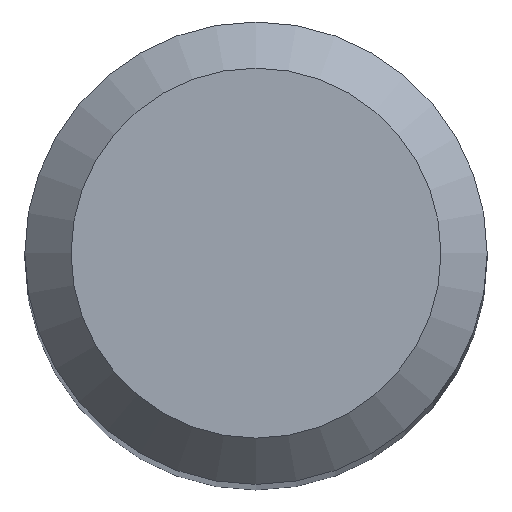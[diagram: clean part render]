
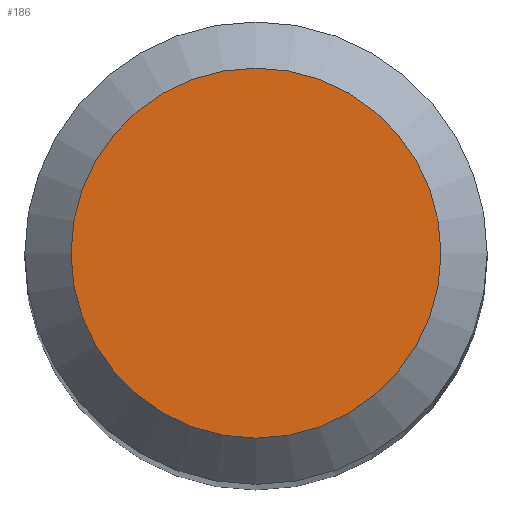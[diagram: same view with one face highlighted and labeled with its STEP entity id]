
A CAD part, top view. The second image highlights one B-rep face of the part: STEP entity #186.
In plain terms, the highlighted planar face has unit normal (0, 0, 1).
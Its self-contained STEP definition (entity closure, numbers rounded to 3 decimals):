
#34 = DIRECTION ( 'NONE',  ( 0., 0., -1. ) ) ;
#83 = CARTESIAN_POINT ( 'NONE',  ( 0., 0., 35. ) ) ;
#87 = DIRECTION ( 'NONE',  ( 0., 1., 0. ) ) ;
#110 = VERTEX_POINT ( 'NONE', #129 ) ;
#129 = CARTESIAN_POINT ( 'NONE',  ( 0., 1.6, 35. ) ) ;
#136 = AXIS2_PLACEMENT_3D ( 'NONE', #269, #34, #87 ) ;
#155 = ORIENTED_EDGE ( 'NONE', *, *, #179, .F. ) ;
#179 = EDGE_CURVE ( 'NONE', #110, #110, #208, .T. ) ;
#186 = ADVANCED_FACE ( 'NONE', ( #249 ), #200, .F. ) ;
#198 = AXIS2_PLACEMENT_3D ( 'NONE', #83, #291, #294 ) ;
#200 = PLANE ( 'NONE',  #136 ) ;
#208 = CIRCLE ( 'NONE', #198, 1.6 ) ;
#213 = EDGE_LOOP ( 'NONE', ( #155 ) ) ;
#249 = FACE_OUTER_BOUND ( 'NONE', #213, .T. ) ;
#269 = CARTESIAN_POINT ( 'NONE',  ( 0., 0., 35. ) ) ;
#291 = DIRECTION ( 'NONE',  ( 0., 0., -1. ) ) ;
#294 = DIRECTION ( 'NONE',  ( 0., 1., 0. ) ) ;
